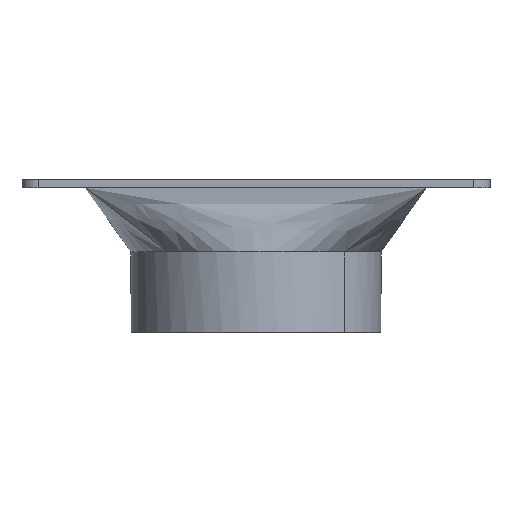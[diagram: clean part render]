
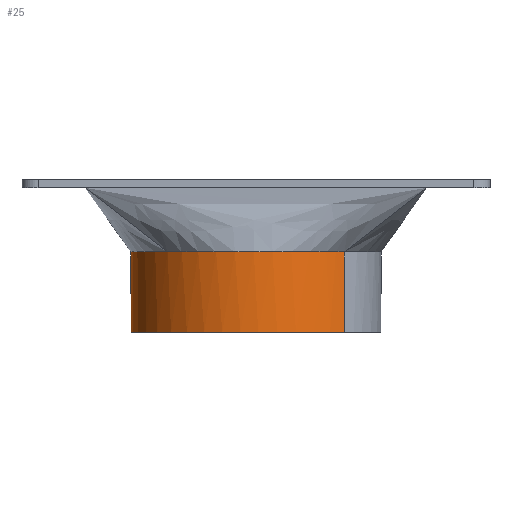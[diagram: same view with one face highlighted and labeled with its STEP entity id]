
A CAD part, front view. The second image highlights one B-rep face of the part: STEP entity #25.
In plain terms, the highlighted cylindrical face has radius 49.54 mm (diameter 99.08 mm), a partial arc.
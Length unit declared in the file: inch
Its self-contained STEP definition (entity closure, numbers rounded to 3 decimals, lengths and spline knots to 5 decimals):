
#25=ADVANCED_FACE('',(#60),#568,.T.);
#60=FACE_OUTER_BOUND('',#95,.T.);
#95=EDGE_LOOP('',(#141,#142,#143,#144,#145));
#141=ORIENTED_EDGE('',*,*,#389,.T.);
#142=ORIENTED_EDGE('',*,*,#318,.F.);
#143=ORIENTED_EDGE('',*,*,#317,.F.);
#144=ORIENTED_EDGE('',*,*,#319,.F.);
#145=ORIENTED_EDGE('',*,*,#320,.T.);
#317=EDGE_CURVE('',#493,#494,#429,.T.);
#318=EDGE_CURVE('',#494,#539,#430,.T.);
#319=EDGE_CURVE('',#506,#493,#431,.T.);
#320=EDGE_CURVE('',#506,#507,#432,.T.);
#389=EDGE_CURVE('',#507,#539,#477,.T.);
#429=(
BOUNDED_CURVE()
B_SPLINE_CURVE(1,(#914,#915),.UNSPECIFIED.,.F.,.F.)
B_SPLINE_CURVE_WITH_KNOTS((2,2),(0.,1.25),.UNSPECIFIED.)
CURVE()
GEOMETRIC_REPRESENTATION_ITEM()
RATIONAL_B_SPLINE_CURVE((1.,1.))
REPRESENTATION_ITEM('')
);
#430=(
BOUNDED_CURVE()
B_SPLINE_CURVE(2,(#916,#917,#918,#919,#920,#921,#922,#923,#924),
 .UNSPECIFIED.,.F.,.F.)
B_SPLINE_CURVE_WITH_KNOTS((3,2,2,2,3),(-26.04121,-24.50937,
-22.97753,-21.4457,-19.91386),.UNSPECIFIED.)
CURVE()
GEOMETRIC_REPRESENTATION_ITEM()
RATIONAL_B_SPLINE_CURVE((1.,0.924,1.,0.854,0.854,
0.854,1.,0.924,1.))
REPRESENTATION_ITEM('')
);
#431=(
BOUNDED_CURVE()
B_SPLINE_CURVE(2,(#925,#926,#927,#928,#929),.UNSPECIFIED.,.F.,.F.)
B_SPLINE_CURVE_WITH_KNOTS((3,2,3),(22.97753,24.50937,26.04121),
 .UNSPECIFIED.)
CURVE()
GEOMETRIC_REPRESENTATION_ITEM()
RATIONAL_B_SPLINE_CURVE((1.,0.924,1.,0.924,1.))
REPRESENTATION_ITEM('')
);
#432=(
BOUNDED_CURVE()
B_SPLINE_CURVE(2,(#930,#931,#932,#933,#934),.UNSPECIFIED.,.F.,.F.)
B_SPLINE_CURVE_WITH_KNOTS((3,2,3),(-22.97753,-21.4457,
-19.91386),.UNSPECIFIED.)
CURVE()
GEOMETRIC_REPRESENTATION_ITEM()
RATIONAL_B_SPLINE_CURVE((1.,0.924,1.,0.924,1.))
REPRESENTATION_ITEM('')
);
#477=(
BOUNDED_CURVE()
B_SPLINE_CURVE(1,(#1168,#1169),.UNSPECIFIED.,.F.,.F.)
B_SPLINE_CURVE_WITH_KNOTS((2,2),(0.,1.25),.UNSPECIFIED.)
CURVE()
GEOMETRIC_REPRESENTATION_ITEM()
RATIONAL_B_SPLINE_CURVE((1.,1.))
REPRESENTATION_ITEM('')
);
#493=VERTEX_POINT('',#858);
#494=VERTEX_POINT('',#859);
#506=VERTEX_POINT('',#871);
#507=VERTEX_POINT('',#872);
#539=VERTEX_POINT('',#904);
#568=CYLINDRICAL_SURFACE('',#675,1.95039);
#675=AXIS2_PLACEMENT_3D('',#735,#705,$);
#705=DIRECTION('',(0.,0.,-1.));
#735=CARTESIAN_POINT('',(6.57852,9.00296,-6.72717));
#858=CARTESIAN_POINT('',(7.95766,7.62382,-6.10217));
#859=CARTESIAN_POINT('',(7.95766,7.62382,-7.35217));
#871=CARTESIAN_POINT('',(5.19939,7.62382,-6.10217));
#872=CARTESIAN_POINT('',(5.19939,10.38209,-6.10217));
#904=CARTESIAN_POINT('',(5.19939,10.38209,-7.35217));
#914=CARTESIAN_POINT('',(7.95766,7.62382,-6.10217));
#915=CARTESIAN_POINT('',(7.95766,7.62382,-7.35217));
#916=CARTESIAN_POINT('',(7.95766,7.62382,-7.35217));
#917=CARTESIAN_POINT('',(7.3864,7.05256,-7.35217));
#918=CARTESIAN_POINT('',(6.57852,7.05256,-7.35217));
#919=CARTESIAN_POINT('',(5.77064,7.05256,-7.35217));
#920=CARTESIAN_POINT('',(5.19939,7.62382,-7.35217));
#921=CARTESIAN_POINT('',(4.62813,8.19508,-7.35217));
#922=CARTESIAN_POINT('',(4.62813,9.00296,-7.35217));
#923=CARTESIAN_POINT('',(4.62813,9.81084,-7.35217));
#924=CARTESIAN_POINT('',(5.19939,10.38209,-7.35217));
#925=CARTESIAN_POINT('',(5.19939,7.62382,-6.10217));
#926=CARTESIAN_POINT('',(5.77064,7.05256,-6.10217));
#927=CARTESIAN_POINT('',(6.57852,7.05256,-6.10217));
#928=CARTESIAN_POINT('',(7.3864,7.05256,-6.10217));
#929=CARTESIAN_POINT('',(7.95766,7.62382,-6.10217));
#930=CARTESIAN_POINT('',(5.19939,7.62382,-6.10217));
#931=CARTESIAN_POINT('',(4.62813,8.19508,-6.10217));
#932=CARTESIAN_POINT('',(4.62813,9.00296,-6.10217));
#933=CARTESIAN_POINT('',(4.62813,9.81084,-6.10217));
#934=CARTESIAN_POINT('',(5.19939,10.38209,-6.10217));
#1168=CARTESIAN_POINT('',(5.19939,10.38209,-6.10217));
#1169=CARTESIAN_POINT('',(5.19939,10.38209,-7.35217));
